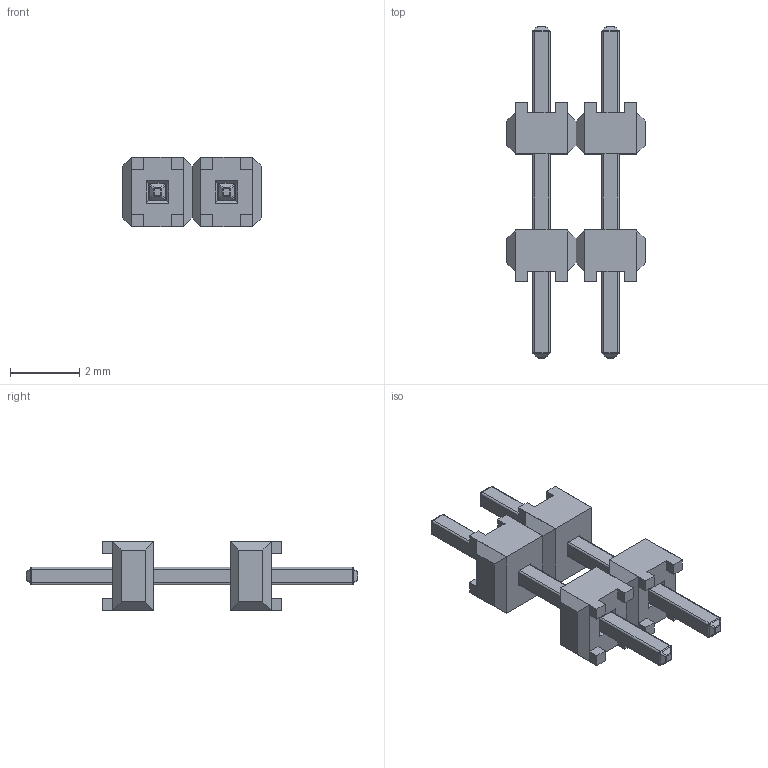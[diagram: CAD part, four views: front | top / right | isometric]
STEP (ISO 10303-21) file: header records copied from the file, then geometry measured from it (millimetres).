
FILE_DESCRIPTION (( 'STEP AP214' ), '1' );
FILE_NAME ('TW-02-02-T-S-200-088.STEP', '2018-08-09T16:46:44', ( '' ), ( '' ), 'SwSTEP 2.0', 'SolidWorks 2014', '' );
FILE_SCHEMA (( 'AUTOMOTIVE_DESIGN' ));
Length unit declared in the file: millimetre
Products named in the file (1): TW-02-02-T-S-200-088
Bounding box: 4 x 9.6 x 2 mm (x, y, z)
Volume: 21.8 mm3; surface area: 151.4 mm2
Topology: 14 solids, 14 shells, 268 faces, 608 edges, 352 vertices
Faces by surface type: plane 180, cylinder 56, sphere 32
Entity records: 8805 total; most frequent: DIRECTION 1242, CARTESIAN_POINT 1213, ORIENTED_EDGE 1184, EDGE_CURVE 592, LINE 480, VECTOR 480, AXIS2_PLACEMENT_3D 381, VERTEX_POINT 352
